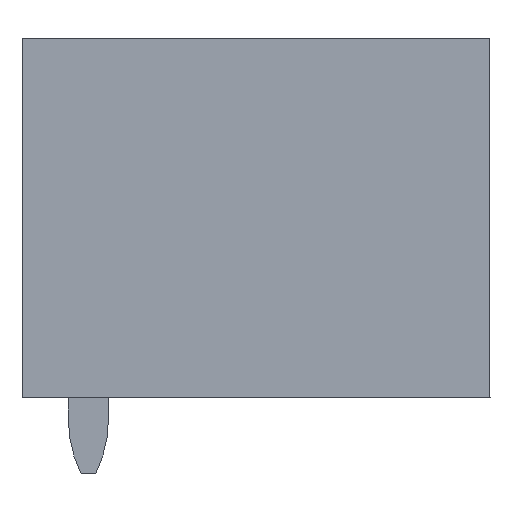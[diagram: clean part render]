
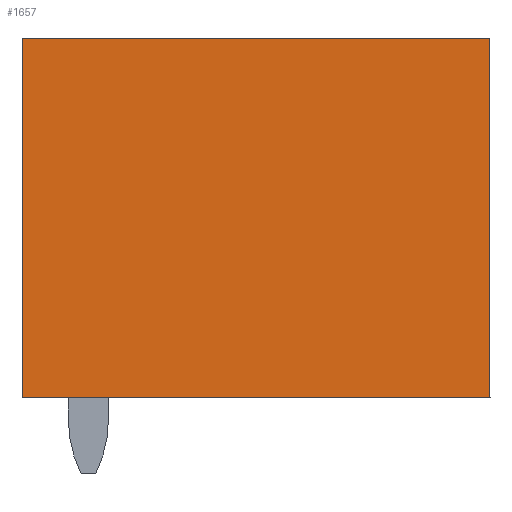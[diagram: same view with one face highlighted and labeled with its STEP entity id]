
A CAD part, left-side view. The second image highlights one B-rep face of the part: STEP entity #1657.
In plain terms, the highlighted planar face has unit normal (-1, 0, 0).
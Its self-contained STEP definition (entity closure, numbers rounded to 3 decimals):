
#1644=AXIS2_PLACEMENT_3D('Plane Axis2P3D',#1641,#1642,#1643) ;
#40=CARTESIAN_POINT('Vertex',(0.,0.,1.5)) ;
#45=CARTESIAN_POINT('Line Origine',(0.,4.6,1.5)) ;
#49=CARTESIAN_POINT('Vertex',(0.,9.2,1.5)) ;
#446=CARTESIAN_POINT('Vertex',(0.,0.,8.57)) ;
#449=CARTESIAN_POINT('Line Origine',(0.,0.,5.035)) ;
#1569=CARTESIAN_POINT('Vertex',(0.,9.2,8.57)) ;
#1572=CARTESIAN_POINT('Line Origine',(0.,4.6,8.57)) ;
#1641=CARTESIAN_POINT('Axis2P3D Location',(0.,0.,0.)) ;
#1646=CARTESIAN_POINT('Line Origine',(0.,9.2,5.035)) ;
#46=DIRECTION('Vector Direction',(0.,1.,0.)) ;
#450=DIRECTION('Vector Direction',(0.,0.,-1.)) ;
#1573=DIRECTION('Vector Direction',(0.,-1.,0.)) ;
#1642=DIRECTION('Axis2P3D Direction',(-1.,0.,0.)) ;
#1643=DIRECTION('Axis2P3D XDirection',(0.,-1.,0.)) ;
#1647=DIRECTION('Vector Direction',(0.,0.,1.)) ;
#47=VECTOR('Line Direction',#46,1.) ;
#451=VECTOR('Line Direction',#450,1.) ;
#1574=VECTOR('Line Direction',#1573,1.) ;
#1648=VECTOR('Line Direction',#1647,1.) ;
#1652=ORIENTED_EDGE('',*,*,#1650,.T.) ;
#1653=ORIENTED_EDGE('',*,*,#51,.T.) ;
#1654=ORIENTED_EDGE('',*,*,#453,.T.) ;
#1655=ORIENTED_EDGE('',*,*,#1576,.T.) ;
#1657=ADVANCED_FACE('HOUSING',(#1656),#1645,.T.) ;
#51=EDGE_CURVE('',#50,#41,#48,.F.) ;
#453=EDGE_CURVE('',#41,#447,#452,.F.) ;
#1576=EDGE_CURVE('',#447,#1570,#1575,.F.) ;
#1650=EDGE_CURVE('',#1570,#50,#1649,.F.) ;
#1651=EDGE_LOOP('',(#1652,#1653,#1654,#1655)) ;
#1656=FACE_OUTER_BOUND('',#1651,.T.) ;
#48=LINE('Line',#45,#47) ;
#452=LINE('Line',#449,#451) ;
#1575=LINE('Line',#1572,#1574) ;
#1649=LINE('Line',#1646,#1648) ;
#1645=PLANE('',#1644) ;
#41=VERTEX_POINT('',#40) ;
#50=VERTEX_POINT('',#49) ;
#447=VERTEX_POINT('',#446) ;
#1570=VERTEX_POINT('',#1569) ;
